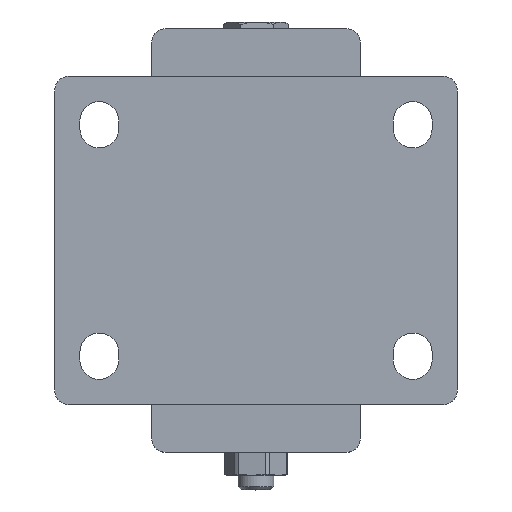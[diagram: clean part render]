
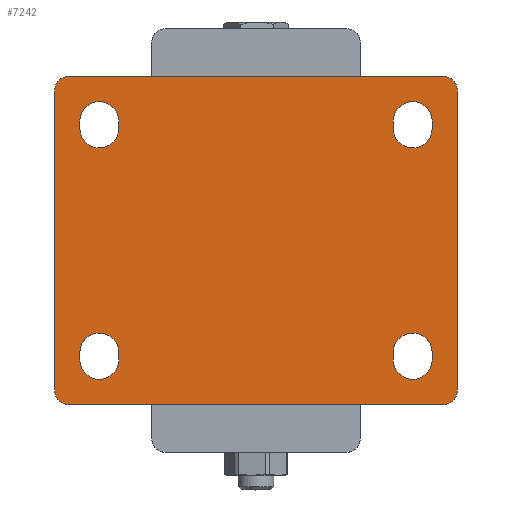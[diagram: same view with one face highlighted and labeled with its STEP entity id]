
A CAD part, top view. The second image highlights one B-rep face of the part: STEP entity #7242.
In plain terms, the highlighted face is planar.
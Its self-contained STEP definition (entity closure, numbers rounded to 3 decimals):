
#449=FACE_BOUND('',#1702,.T.);
#450=FACE_BOUND('',#1703,.T.);
#451=FACE_BOUND('',#1704,.T.);
#452=FACE_BOUND('',#1705,.T.);
#641=CIRCLE('',#7824,5.);
#642=CIRCLE('',#7825,5.);
#643=CIRCLE('',#7826,5.);
#644=CIRCLE('',#7827,5.);
#645=CIRCLE('',#7828,6.5);
#646=CIRCLE('',#7829,6.5);
#647=CIRCLE('',#7830,6.5);
#648=CIRCLE('',#7831,6.5);
#649=CIRCLE('',#7832,6.5);
#650=CIRCLE('',#7833,6.5);
#651=CIRCLE('',#7834,6.5);
#652=CIRCLE('',#7835,6.5);
#1172=FACE_OUTER_BOUND('',#1701,.T.);
#1701=EDGE_LOOP('',(#4977,#4978,#4979,#4980,#4981,#4982,#4983,#4984));
#1702=EDGE_LOOP('',(#4985,#4986,#4987,#4988));
#1703=EDGE_LOOP('',(#4989,#4990,#4991,#4992));
#1704=EDGE_LOOP('',(#4993,#4994,#4995,#4996));
#1705=EDGE_LOOP('',(#4997,#4998,#4999,#5000));
#2418=LINE('',#11512,#2841);
#2424=LINE('',#11525,#2847);
#2428=LINE('',#11534,#2851);
#2430=LINE('',#11539,#2853);
#2434=LINE('',#11552,#2857);
#2435=LINE('',#11556,#2858);
#2436=LINE('',#11560,#2859);
#2437=LINE('',#11564,#2860);
#2438=LINE('',#11568,#2861);
#2439=LINE('',#11572,#2862);
#2440=LINE('',#11576,#2863);
#2441=LINE('',#11580,#2864);
#2841=VECTOR('',#8912,1000.);
#2847=VECTOR('',#8920,1000.);
#2851=VECTOR('',#8926,1000.);
#2853=VECTOR('',#8930,1000.);
#2857=VECTOR('',#8944,1000.);
#2858=VECTOR('',#8947,1000.);
#2859=VECTOR('',#8950,1000.);
#2860=VECTOR('',#8953,1000.);
#2861=VECTOR('',#8956,1000.);
#2862=VECTOR('',#8959,1000.);
#2863=VECTOR('',#8962,1000.);
#2864=VECTOR('',#8965,1000.);
#3264=VERTEX_POINT('',#11510);
#3265=VERTEX_POINT('',#11511);
#3270=VERTEX_POINT('',#11522);
#3271=VERTEX_POINT('',#11524);
#3274=VERTEX_POINT('',#11531);
#3275=VERTEX_POINT('',#11533);
#3276=VERTEX_POINT('',#11537);
#3277=VERTEX_POINT('',#11538);
#3280=VERTEX_POINT('',#11550);
#3281=VERTEX_POINT('',#11551);
#3282=VERTEX_POINT('',#11553);
#3283=VERTEX_POINT('',#11555);
#3284=VERTEX_POINT('',#11558);
#3285=VERTEX_POINT('',#11559);
#3286=VERTEX_POINT('',#11561);
#3287=VERTEX_POINT('',#11563);
#3288=VERTEX_POINT('',#11566);
#3289=VERTEX_POINT('',#11567);
#3290=VERTEX_POINT('',#11569);
#3291=VERTEX_POINT('',#11571);
#3292=VERTEX_POINT('',#11574);
#3293=VERTEX_POINT('',#11575);
#3294=VERTEX_POINT('',#11577);
#3295=VERTEX_POINT('',#11579);
#3943=EDGE_CURVE('',#3264,#3265,#2418,.T.);
#3949=EDGE_CURVE('',#3271,#3270,#2424,.T.);
#3953=EDGE_CURVE('',#3275,#3274,#2428,.T.);
#3955=EDGE_CURVE('',#3276,#3277,#2430,.T.);
#3959=EDGE_CURVE('',#3274,#3276,#641,.T.);
#3960=EDGE_CURVE('',#3277,#3264,#642,.T.);
#3961=EDGE_CURVE('',#3265,#3271,#643,.T.);
#3962=EDGE_CURVE('',#3270,#3275,#644,.T.);
#3963=EDGE_CURVE('',#3280,#3281,#2434,.T.);
#3964=EDGE_CURVE('',#3282,#3280,#645,.T.);
#3965=EDGE_CURVE('',#3283,#3282,#2435,.T.);
#3966=EDGE_CURVE('',#3281,#3283,#646,.T.);
#3967=EDGE_CURVE('',#3284,#3285,#2436,.T.);
#3968=EDGE_CURVE('',#3286,#3284,#647,.T.);
#3969=EDGE_CURVE('',#3287,#3286,#2437,.T.);
#3970=EDGE_CURVE('',#3285,#3287,#648,.T.);
#3971=EDGE_CURVE('',#3288,#3289,#2438,.T.);
#3972=EDGE_CURVE('',#3290,#3288,#649,.T.);
#3973=EDGE_CURVE('',#3291,#3290,#2439,.T.);
#3974=EDGE_CURVE('',#3289,#3291,#650,.T.);
#3975=EDGE_CURVE('',#3292,#3293,#2440,.T.);
#3976=EDGE_CURVE('',#3294,#3292,#651,.T.);
#3977=EDGE_CURVE('',#3295,#3294,#2441,.T.);
#3978=EDGE_CURVE('',#3293,#3295,#652,.T.);
#4977=ORIENTED_EDGE('',*,*,#3953,.T.);
#4978=ORIENTED_EDGE('',*,*,#3959,.T.);
#4979=ORIENTED_EDGE('',*,*,#3955,.T.);
#4980=ORIENTED_EDGE('',*,*,#3960,.T.);
#4981=ORIENTED_EDGE('',*,*,#3943,.T.);
#4982=ORIENTED_EDGE('',*,*,#3961,.T.);
#4983=ORIENTED_EDGE('',*,*,#3949,.T.);
#4984=ORIENTED_EDGE('',*,*,#3962,.T.);
#4985=ORIENTED_EDGE('',*,*,#3963,.F.);
#4986=ORIENTED_EDGE('',*,*,#3964,.F.);
#4987=ORIENTED_EDGE('',*,*,#3965,.F.);
#4988=ORIENTED_EDGE('',*,*,#3966,.F.);
#4989=ORIENTED_EDGE('',*,*,#3967,.F.);
#4990=ORIENTED_EDGE('',*,*,#3968,.F.);
#4991=ORIENTED_EDGE('',*,*,#3969,.F.);
#4992=ORIENTED_EDGE('',*,*,#3970,.F.);
#4993=ORIENTED_EDGE('',*,*,#3971,.F.);
#4994=ORIENTED_EDGE('',*,*,#3972,.F.);
#4995=ORIENTED_EDGE('',*,*,#3973,.F.);
#4996=ORIENTED_EDGE('',*,*,#3974,.F.);
#4997=ORIENTED_EDGE('',*,*,#3975,.F.);
#4998=ORIENTED_EDGE('',*,*,#3976,.F.);
#4999=ORIENTED_EDGE('',*,*,#3977,.F.);
#5000=ORIENTED_EDGE('',*,*,#3978,.F.);
#7001=PLANE('',#7823);
#7242=ADVANCED_FACE('',(#1172,#449,#450,#451,#452),#7001,.F.);
#7823=AXIS2_PLACEMENT_3D('',#11545,#8934,#8935);
#7824=AXIS2_PLACEMENT_3D('',#11546,#8936,#8937);
#7825=AXIS2_PLACEMENT_3D('',#11547,#8938,#8939);
#7826=AXIS2_PLACEMENT_3D('',#11548,#8940,#8941);
#7827=AXIS2_PLACEMENT_3D('',#11549,#8942,#8943);
#7828=AXIS2_PLACEMENT_3D('',#11554,#8945,#8946);
#7829=AXIS2_PLACEMENT_3D('',#11557,#8948,#8949);
#7830=AXIS2_PLACEMENT_3D('',#11562,#8951,#8952);
#7831=AXIS2_PLACEMENT_3D('',#11565,#8954,#8955);
#7832=AXIS2_PLACEMENT_3D('',#11570,#8957,#8958);
#7833=AXIS2_PLACEMENT_3D('',#11573,#8960,#8961);
#7834=AXIS2_PLACEMENT_3D('',#11578,#8963,#8964);
#7835=AXIS2_PLACEMENT_3D('',#11581,#8966,#8967);
#8912=DIRECTION('',(0.,0.,-1.));
#8920=DIRECTION('',(-1.,0.,0.));
#8926=DIRECTION('',(0.,0.,1.));
#8930=DIRECTION('',(1.,0.,0.));
#8934=DIRECTION('center_axis',(0.,-1.,0.));
#8935=DIRECTION('ref_axis',(0.,0.,-1.));
#8936=DIRECTION('center_axis',(0.,1.,0.));
#8937=DIRECTION('ref_axis',(0.,0.,-1.));
#8938=DIRECTION('center_axis',(0.,1.,0.));
#8939=DIRECTION('ref_axis',(0.,0.,-1.));
#8940=DIRECTION('center_axis',(0.,1.,0.));
#8941=DIRECTION('ref_axis',(0.,0.,-1.));
#8942=DIRECTION('center_axis',(0.,1.,0.));
#8943=DIRECTION('ref_axis',(0.,0.,-1.));
#8944=DIRECTION('',(1.,0.,0.));
#8945=DIRECTION('center_axis',(0.,1.,0.));
#8946=DIRECTION('ref_axis',(0.,0.,-1.));
#8947=DIRECTION('',(-1.,0.,0.));
#8948=DIRECTION('center_axis',(0.,1.,0.));
#8949=DIRECTION('ref_axis',(0.,0.,-1.));
#8950=DIRECTION('',(-1.,0.,0.));
#8951=DIRECTION('center_axis',(0.,1.,0.));
#8952=DIRECTION('ref_axis',(0.,0.,-1.));
#8953=DIRECTION('',(1.,0.,0.));
#8954=DIRECTION('center_axis',(0.,1.,0.));
#8955=DIRECTION('ref_axis',(0.,0.,-1.));
#8956=DIRECTION('',(-1.,0.,0.));
#8957=DIRECTION('center_axis',(0.,1.,0.));
#8958=DIRECTION('ref_axis',(0.,0.,1.));
#8959=DIRECTION('',(1.,0.,0.));
#8960=DIRECTION('center_axis',(0.,1.,0.));
#8961=DIRECTION('ref_axis',(0.,0.,1.));
#8962=DIRECTION('',(1.,0.,0.));
#8963=DIRECTION('center_axis',(0.,1.,0.));
#8964=DIRECTION('ref_axis',(0.,0.,1.));
#8965=DIRECTION('',(-1.,0.,0.));
#8966=DIRECTION('center_axis',(0.,1.,0.));
#8967=DIRECTION('ref_axis',(0.,0.,1.));
#11510=CARTESIAN_POINT('',(55.,10.,62.5));
#11511=CARTESIAN_POINT('',(55.,10.,-62.5));
#11512=CARTESIAN_POINT('',(55.,10.,67.5));
#11522=CARTESIAN_POINT('',(-50.,10.,-67.5));
#11524=CARTESIAN_POINT('',(50.,10.,-67.5));
#11525=CARTESIAN_POINT('',(-55.,10.,-67.5));
#11531=CARTESIAN_POINT('',(-55.,10.,62.5));
#11533=CARTESIAN_POINT('',(-55.,10.,-62.5));
#11534=CARTESIAN_POINT('',(-55.,10.,67.5));
#11537=CARTESIAN_POINT('',(-50.,10.,67.5));
#11538=CARTESIAN_POINT('',(50.,10.,67.5));
#11539=CARTESIAN_POINT('',(-55.,10.,67.5));
#11545=CARTESIAN_POINT('Origin',(0.,10.,0.));
#11546=CARTESIAN_POINT('Origin',(-50.,10.,62.5));
#11547=CARTESIAN_POINT('Origin',(50.,10.,62.5));
#11548=CARTESIAN_POINT('Origin',(50.,10.,-62.5));
#11549=CARTESIAN_POINT('Origin',(-50.,10.,-62.5));
#11550=CARTESIAN_POINT('',(37.5,10.,-46.));
#11551=CARTESIAN_POINT('',(40.,10.,-46.));
#11552=CARTESIAN_POINT('',(37.5,10.,-46.));
#11553=CARTESIAN_POINT('',(37.5,10.,-59.));
#11554=CARTESIAN_POINT('Origin',(37.5,10.,-52.5));
#11555=CARTESIAN_POINT('',(40.,10.,-59.));
#11556=CARTESIAN_POINT('',(37.5,10.,-59.));
#11557=CARTESIAN_POINT('Origin',(40.,10.,-52.5));
#11558=CARTESIAN_POINT('',(-37.5,10.,46.));
#11559=CARTESIAN_POINT('',(-40.,10.,46.));
#11560=CARTESIAN_POINT('',(-37.5,10.,46.));
#11561=CARTESIAN_POINT('',(-37.5,10.,59.));
#11562=CARTESIAN_POINT('Origin',(-37.5,10.,52.5));
#11563=CARTESIAN_POINT('',(-40.,10.,59.));
#11564=CARTESIAN_POINT('',(-37.5,10.,59.));
#11565=CARTESIAN_POINT('Origin',(-40.,10.,52.5));
#11566=CARTESIAN_POINT('',(-37.5,10.,-59.));
#11567=CARTESIAN_POINT('',(-40.,10.,-59.));
#11568=CARTESIAN_POINT('',(-37.5,10.,-59.));
#11569=CARTESIAN_POINT('',(-37.5,10.,-46.));
#11570=CARTESIAN_POINT('Origin',(-37.5,10.,-52.5));
#11571=CARTESIAN_POINT('',(-40.,10.,-46.));
#11572=CARTESIAN_POINT('',(-37.5,10.,-46.));
#11573=CARTESIAN_POINT('Origin',(-40.,10.,-52.5));
#11574=CARTESIAN_POINT('',(37.5,10.,59.));
#11575=CARTESIAN_POINT('',(40.,10.,59.));
#11576=CARTESIAN_POINT('',(37.5,10.,59.));
#11577=CARTESIAN_POINT('',(37.5,10.,46.));
#11578=CARTESIAN_POINT('Origin',(37.5,10.,52.5));
#11579=CARTESIAN_POINT('',(40.,10.,46.));
#11580=CARTESIAN_POINT('',(37.5,10.,46.));
#11581=CARTESIAN_POINT('Origin',(40.,10.,52.5));
